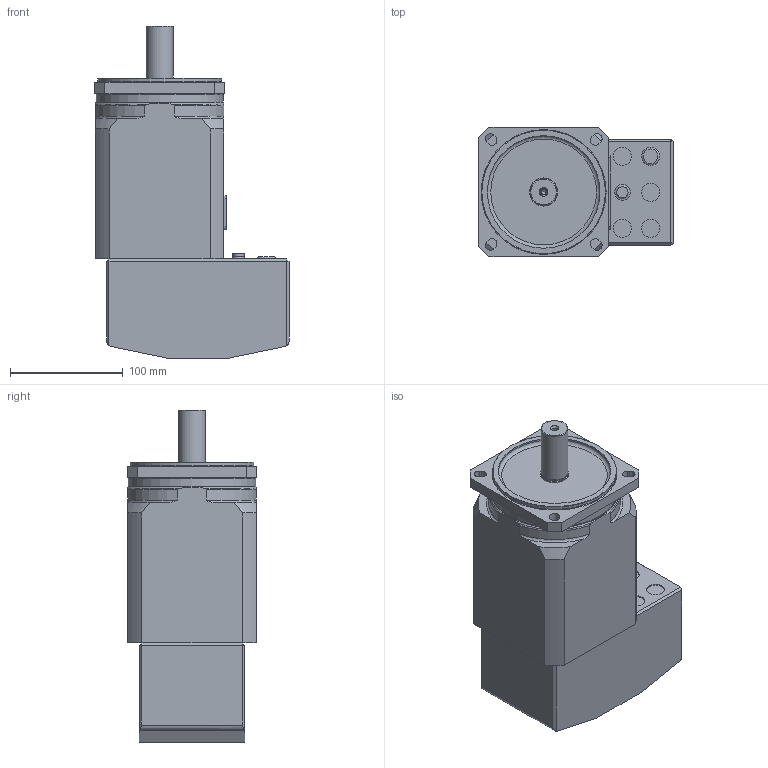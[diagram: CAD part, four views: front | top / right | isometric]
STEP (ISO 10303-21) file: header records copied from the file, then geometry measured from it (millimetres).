
FILE_DESCRIPTION(/* description */ (''),/* implementation_level */ '2;1');
FILE_NAME(/* name */ 'KSD464_R4_2',/* time_stamp */ '2009-03-19T14:50:00+01:00',/* author */ (''),/* organization */ (''),/* preprocessor_version */ 'ST-DEVELOPER v8',/* originating_system */ 'UNIGRAPHICS SOLUTIONS - UNIGRAPHICS 18.0',/* authorisation */ '');
FILE_SCHEMA (('AUTOMOTIVE_DESIGN { 1 2 10303 214 0 1 1 1 }'));
Length unit declared in the file: millimetre
Products named in the file (3): Geh_EsitronXL_0; Rotor_SY4_0; KSD464_-R4_0
Assembly tree (2 placements, depth 2):
  KSD464_-R4_0
    Rotor_SY4_0
    Geh_EsitronXL_0
Bounding box: 172.5 x 115 x 295 mm (x, y, z)
Volume: 3266390.2 mm3; surface area: 178432.7 mm2
Topology: 3 solids, 3 shells, 130 faces, 308 edges, 197 vertices
Faces by surface type: plane 65, cylinder 38, torus 17, cone 10
Full cylindrical faces by diameter (mm): 4.351 x1, 5.5 x1, 10 x1, 16 x5, 23.52 x1, 24 x1, 25 x1, 47.5 x1, 48 x1, 100 x1, 110 x1, 113 x1
Entity records: 3834 total; most frequent: CARTESIAN_POINT 848, DIRECTION 612, ORIENTED_EDGE 542, EDGE_CURVE 271, AXIS2_PLACEMENT_3D 236, VERTEX_POINT 192, EDGE_LOOP 182, LINE 140
